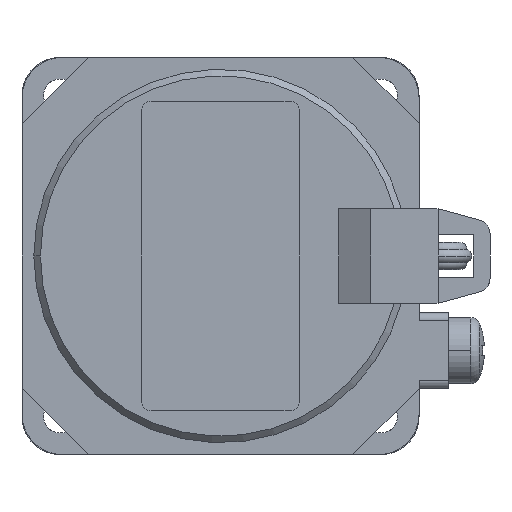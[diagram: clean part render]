
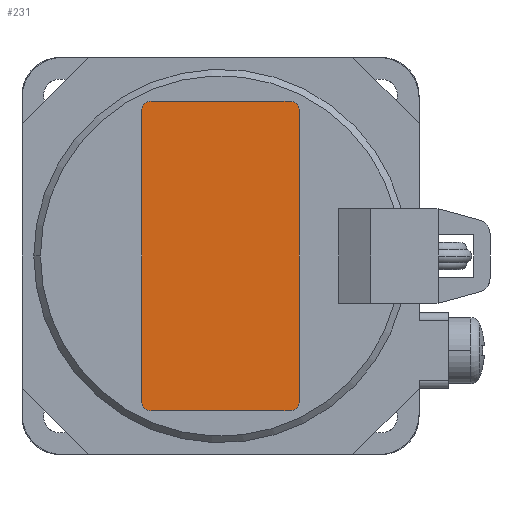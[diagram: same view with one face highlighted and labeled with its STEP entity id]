
A CAD part, left-side view. The second image highlights one B-rep face of the part: STEP entity #231.
In plain terms, the highlighted planar face has unit normal (-1, 0, 0).
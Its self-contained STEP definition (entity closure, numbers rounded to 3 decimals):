
#231 = ADVANCED_FACE( '', ( #533 ), #534, .T. );
#533 = FACE_OUTER_BOUND( '', #908, .T. );
#534 = PLANE( '', #909 );
#908 = EDGE_LOOP( '', ( #1923, #1924, #1925, #1926, #1927, #1928, #1929, #1930 ) );
#909 = AXIS2_PLACEMENT_3D( '', #1931, #1932, #1933 );
#1923 = ORIENTED_EDGE( '', *, *, #2840, .T. );
#1924 = ORIENTED_EDGE( '', *, *, #2844, .T. );
#1925 = ORIENTED_EDGE( '', *, *, #2847, .T. );
#1926 = ORIENTED_EDGE( '', *, *, #2850, .T. );
#1927 = ORIENTED_EDGE( '', *, *, #2853, .T. );
#1928 = ORIENTED_EDGE( '', *, *, #2856, .T. );
#1929 = ORIENTED_EDGE( '', *, *, #2859, .T. );
#1930 = ORIENTED_EDGE( '', *, *, #2862, .T. );
#1931 = CARTESIAN_POINT( '', ( -85.9, -8., 0. ) );
#1932 = DIRECTION( '', ( -1., 0., 0. ) );
#1933 = DIRECTION( '', ( 0., 0., 1. ) );
#2840 = EDGE_CURVE( '', #3542, #3543, #3544, .T. );
#2844 = EDGE_CURVE( '', #3543, #3550, #3551, .T. );
#2847 = EDGE_CURVE( '', #3550, #3555, #3556, .T. );
#2850 = EDGE_CURVE( '', #3555, #3560, #3561, .T. );
#2853 = EDGE_CURVE( '', #3560, #3565, #3566, .T. );
#2856 = EDGE_CURVE( '', #3565, #3570, #3571, .T. );
#2859 = EDGE_CURVE( '', #3570, #3575, #3576, .T. );
#2862 = EDGE_CURVE( '', #3575, #3542, #3580, .T. );
#3542 = VERTEX_POINT( '', #4580 );
#3543 = VERTEX_POINT( '', #4581 );
#3544 = CIRCLE( '', #4582, 1. );
#3550 = VERTEX_POINT( '', #4590 );
#3551 = LINE( '', #4591, #4592 );
#3555 = VERTEX_POINT( '', #4598 );
#3556 = CIRCLE( '', #4599, 1. );
#3560 = VERTEX_POINT( '', #4604 );
#3561 = LINE( '', #4605, #4606 );
#3565 = VERTEX_POINT( '', #4612 );
#3566 = CIRCLE( '', #4613, 1. );
#3570 = VERTEX_POINT( '', #4618 );
#3571 = LINE( '', #4619, #4620 );
#3575 = VERTEX_POINT( '', #4626 );
#3576 = CIRCLE( '', #4627, 1. );
#3580 = LINE( '', #4632, #4633 );
#4580 = CARTESIAN_POINT( '', ( -85.9, -15.35, -16.35 ) );
#4581 = CARTESIAN_POINT( '', ( -85.9, -16.35, -15.35 ) );
#4582 = AXIS2_PLACEMENT_3D( '', #5522, #5523, #5524 );
#4590 = CARTESIAN_POINT( '', ( -85.9, -16.35, 15.35 ) );
#4591 = CARTESIAN_POINT( '', ( -85.9, -16.35, -15.35 ) );
#4592 = VECTOR( '', #5530, 1. );
#4598 = CARTESIAN_POINT( '', ( -85.9, -15.35, 16.35 ) );
#4599 = AXIS2_PLACEMENT_3D( '', #5533, #5534, #5535 );
#4604 = CARTESIAN_POINT( '', ( -85.9, -0.65, 16.35 ) );
#4605 = CARTESIAN_POINT( '', ( -85.9, -15.35, 16.35 ) );
#4606 = VECTOR( '', #5540, 1. );
#4612 = CARTESIAN_POINT( '', ( -85.9, 0.35, 15.35 ) );
#4613 = AXIS2_PLACEMENT_3D( '', #5543, #5544, #5545 );
#4618 = CARTESIAN_POINT( '', ( -85.9, 0.35, -15.35 ) );
#4619 = CARTESIAN_POINT( '', ( -85.9, 0.35, 15.35 ) );
#4620 = VECTOR( '', #5550, 1. );
#4626 = CARTESIAN_POINT( '', ( -85.9, -0.65, -16.35 ) );
#4627 = AXIS2_PLACEMENT_3D( '', #5553, #5554, #5555 );
#4632 = CARTESIAN_POINT( '', ( -85.9, -0.65, -16.35 ) );
#4633 = VECTOR( '', #5560, 1. );
#5522 = CARTESIAN_POINT( '', ( -85.9, -15.35, -15.35 ) );
#5523 = DIRECTION( '', ( -1., 0., 0. ) );
#5524 = DIRECTION( '', ( 0., 0., -1. ) );
#5530 = DIRECTION( '', ( 0., 0., 1. ) );
#5533 = CARTESIAN_POINT( '', ( -85.9, -15.35, 15.35 ) );
#5534 = DIRECTION( '', ( -1., 0., 0. ) );
#5535 = DIRECTION( '', ( 0., -1., 0. ) );
#5540 = DIRECTION( '', ( 0., 1., 0. ) );
#5543 = CARTESIAN_POINT( '', ( -85.9, -0.65, 15.35 ) );
#5544 = DIRECTION( '', ( -1., 0., 0. ) );
#5545 = DIRECTION( '', ( 0., 0., 1. ) );
#5550 = DIRECTION( '', ( 0., 0., -1. ) );
#5553 = CARTESIAN_POINT( '', ( -85.9, -0.65, -15.35 ) );
#5554 = DIRECTION( '', ( -1., 0., 0. ) );
#5555 = DIRECTION( '', ( 0., 1., 0. ) );
#5560 = DIRECTION( '', ( 0., -1., 0. ) );
